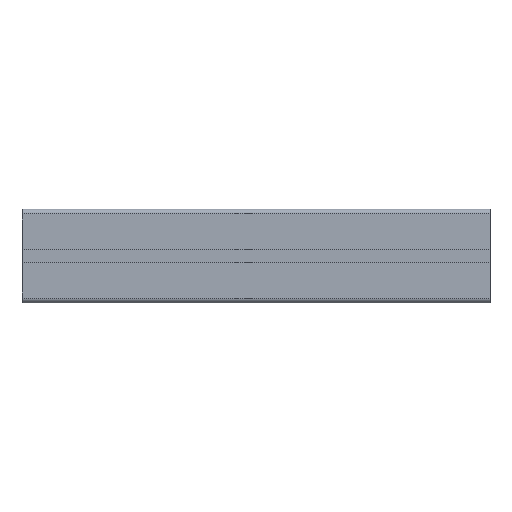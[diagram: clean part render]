
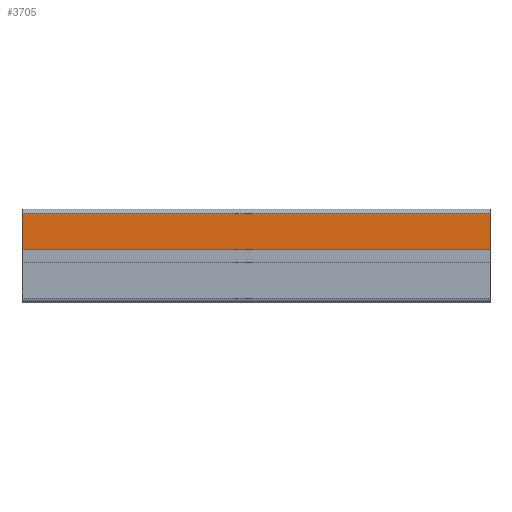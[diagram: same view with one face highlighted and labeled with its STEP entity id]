
A CAD part, left-side view. The second image highlights one B-rep face of the part: STEP entity #3705.
In plain terms, the highlighted face is planar.
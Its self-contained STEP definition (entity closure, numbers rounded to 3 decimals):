
#831 = CARTESIAN_POINT ( 'NONE',  ( 22.5, 4.1, 0. ) ) ;
#852 = LINE ( 'NONE', #831, #2852 ) ;
#855 = DIRECTION ( 'NONE',  ( 0., 1., 0. ) ) ;
#861 = DIRECTION ( 'NONE',  ( 0., 0., 1. ) ) ;
#865 = CARTESIAN_POINT ( 'NONE',  ( 22.5, 4.1, -300. ) ) ;
#871 = CARTESIAN_POINT ( 'NONE',  ( 22.5, 4.1, -300. ) ) ;
#876 = LINE ( 'NONE', #865, #2803 ) ;
#882 = DIRECTION ( 'NONE',  ( 0., 1., 0. ) ) ;
#883 = LINE ( 'NONE', #871, #2838 ) ;
#1131 = DIRECTION ( 'NONE',  ( 0., 0., 1. ) ) ;
#1715 = CARTESIAN_POINT ( 'NONE',  ( 22.5, 27., 0. ) ) ;
#1717 = CARTESIAN_POINT ( 'NONE',  ( 22.5, 4.1, -300. ) ) ;
#1754 = CARTESIAN_POINT ( 'NONE',  ( 22.5, 4.1, 0. ) ) ;
#1756 = CARTESIAN_POINT ( 'NONE',  ( 22.5, 27., -300. ) ) ;
#1890 = DIRECTION ( 'NONE',  ( 0., 1., 0. ) ) ;
#2080 = CARTESIAN_POINT ( 'NONE',  ( 22.5, 4.1, -300. ) ) ;
#2081 = DIRECTION ( 'NONE',  ( 1., 0., 0. ) ) ;
#2102 = FACE_OUTER_BOUND ( 'NONE', #5272, .T. ) ;
#2105 = PLANE ( 'NONE',  #2895 ) ;
#2314 = LINE ( 'NONE', #2445, #2777 ) ;
#2445 = CARTESIAN_POINT ( 'NONE',  ( 22.5, 27., -300. ) ) ;
#2777 = VECTOR ( 'NONE', #1131, 1000. ) ;
#2803 = VECTOR ( 'NONE', #855, 1000. ) ;
#2838 = VECTOR ( 'NONE', #861, 1000. ) ;
#2852 = VECTOR ( 'NONE', #882, 1000. ) ;
#2895 = AXIS2_PLACEMENT_3D ( 'NONE', #2080, #2081, #1890 ) ;
#3085 = VERTEX_POINT ( 'NONE', #1717 ) ;
#3093 = VERTEX_POINT ( 'NONE', #1715 ) ;
#3112 = VERTEX_POINT ( 'NONE', #1754 ) ;
#3115 = VERTEX_POINT ( 'NONE', #1756 ) ;
#3705 = ADVANCED_FACE ( 'PLANAR_22', ( #2102 ), #2105, .T. ) ;
#3935 = EDGE_CURVE ( 'NONE', #3115, #3093, #2314, .T. ) ;
#3976 = EDGE_CURVE ( 'NONE', #3112, #3093, #852, .T. ) ;
#3981 = EDGE_CURVE ( 'NONE', #3085, #3112, #883, .T. ) ;
#3982 = EDGE_CURVE ( 'NONE', #3085, #3115, #876, .T. ) ;
#5272 = EDGE_LOOP ( 'NONE', ( #5912, #5859, #5882, #5885 ) ) ;
#5859 = ORIENTED_EDGE ( 'NONE', *, *, #3981, .F. ) ;
#5882 = ORIENTED_EDGE ( 'NONE', *, *, #3982, .T. ) ;
#5885 = ORIENTED_EDGE ( 'NONE', *, *, #3935, .T. ) ;
#5912 = ORIENTED_EDGE ( 'NONE', *, *, #3976, .F. ) ;
